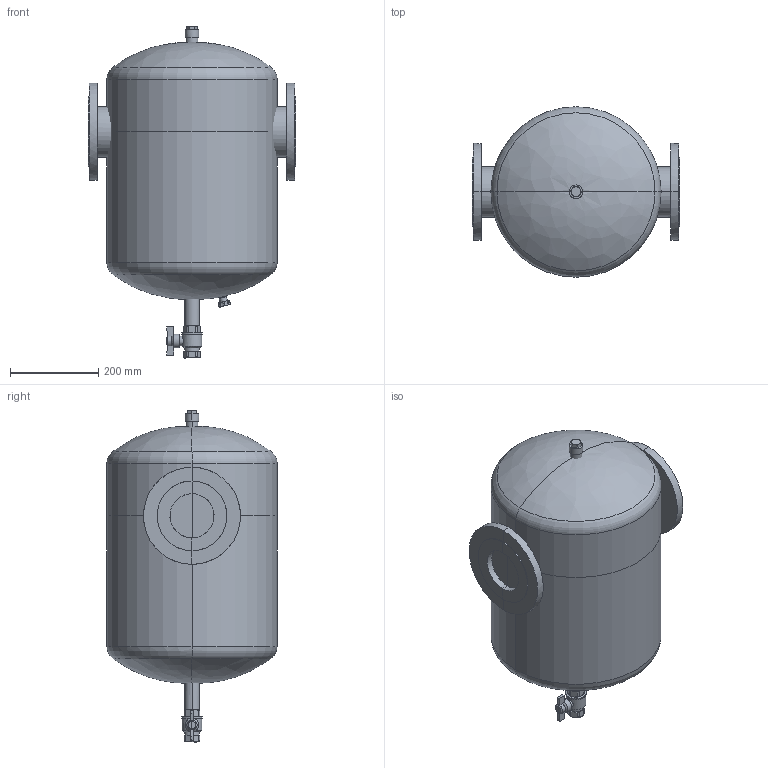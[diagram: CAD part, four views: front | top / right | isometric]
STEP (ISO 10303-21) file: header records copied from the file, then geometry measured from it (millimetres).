
FILE_DESCRIPTION(('CATIA V5 STEP Exchange','CAx-IF Rec.Pracs.--- Model Styling and Organization---1.4--- 2014-01-23','CAx-IF Rec.Pracs.---3D Tessellated Data Validation Properties---0.5---2014-09-14'),'2;1');
FILE_NAME('STEP_546610_-_TST.stp','2020-06-09T09:53:54+00:00',('none'),('none'),'CATIA Version 5-6 Release 2019 SP3','CATIA V5 STEP AP242 v1','none');
FILE_SCHEMA(('AP242_MANAGED_MODEL_BASED_3D_ENGINEERING_MIM_LF {1 0 10303 442 1 1 4}'));
Length unit declared in the file: millimetre
Products named in the file (1): 546610 - TST
Bounding box: 470 x 386 x 753 mm (x, y, z)
Volume: 81634389.6 mm3; surface area: 1446101.7 mm2
Topology: 7 solids, 7 shells, 241 faces, 595 edges, 369 vertices
Faces by surface type: plane 93, cylinder 78, cone 42, bspline 16, torus 12
Entity records: 8947 total; most frequent: CARTESIAN_POINT 3738, ORIENTED_EDGE 1186, DIRECTION 842, EDGE_CURVE 593, AXIS2_PLACEMENT_3D 397, VERTEX_POINT 369, EDGE_LOOP 244, ADVANCED_FACE 241
